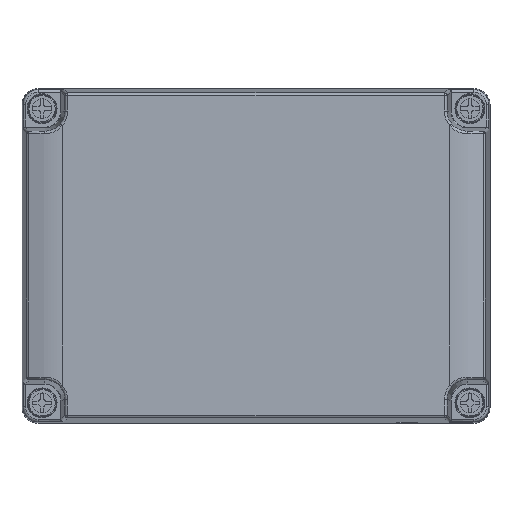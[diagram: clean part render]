
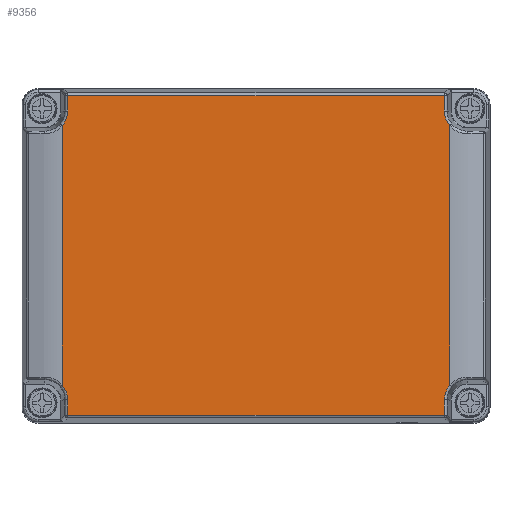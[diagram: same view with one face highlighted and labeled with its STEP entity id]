
A CAD part, top view. The second image highlights one B-rep face of the part: STEP entity #9356.
In plain terms, the highlighted planar face has unit normal (0, 0, 1).
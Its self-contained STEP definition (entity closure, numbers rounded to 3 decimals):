
#9247=AXIS2_PLACEMENT_3D('Plane Axis2P3D',#9244,#9245,#9246) ;
#9251=AXIS2_PLACEMENT_3D('Circle Axis2P3D',#9249,#9250,$) ;
#8249=CARTESIAN_POINT('Vertex',(157.965,2.728,150.)) ;
#8252=CARTESIAN_POINT('Line Origine',(160.521,2.728,150.)) ;
#8256=CARTESIAN_POINT('Vertex',(17.035,2.728,150.)) ;
#9244=CARTESIAN_POINT('Axis2P3D Location',(15.,0.,150.)) ;
#9249=CARTESIAN_POINT('Axis2P3D Location',(8.5,116.5,150.)) ;
#9253=CARTESIAN_POINT('Vertex',(15.,110.968,150.)) ;
#9255=CARTESIAN_POINT('Vertex',(17.035,116.5,150.)) ;
#9258=CARTESIAN_POINT('Line Origine',(15.,62.5,150.)) ;
#9262=CARTESIAN_POINT('Vertex',(15.,14.032,150.)) ;
#9266=CARTESIAN_POINT('Control Point',(15.,14.032,150.)) ;
#9267=CARTESIAN_POINT('Control Point',(15.557,13.378,150.)) ;
#9268=CARTESIAN_POINT('Control Point',(16.031,12.654,150.)) ;
#9269=CARTESIAN_POINT('Control Point',(16.411,11.874,150.)) ;
#9270=CARTESIAN_POINT('Control Point',(16.801,10.725,150.)) ;
#9271=CARTESIAN_POINT('Control Point',(16.983,9.534,150.)) ;
#9272=CARTESIAN_POINT('Control Point',(17.018,9.189,150.)) ;
#9273=CARTESIAN_POINT('Control Point',(17.035,8.845,150.)) ;
#9274=CARTESIAN_POINT('Control Point',(17.035,8.5,150.)) ;
#9275=CARTESIAN_POINT('Vertex',(17.035,8.5,150.)) ;
#9278=CARTESIAN_POINT('Line Origine',(17.035,5.614,150.)) ;
#9283=CARTESIAN_POINT('Line Origine',(157.965,5.614,150.)) ;
#9287=CARTESIAN_POINT('Vertex',(157.965,8.5,150.)) ;
#9291=CARTESIAN_POINT('Control Point',(157.965,8.5,150.)) ;
#9292=CARTESIAN_POINT('Control Point',(157.965,9.359,150.)) ;
#9293=CARTESIAN_POINT('Control Point',(158.073,10.217,150.)) ;
#9294=CARTESIAN_POINT('Control Point',(158.289,11.058,150.)) ;
#9295=CARTESIAN_POINT('Control Point',(158.736,12.185,150.)) ;
#9296=CARTESIAN_POINT('Control Point',(159.37,13.211,150.)) ;
#9297=CARTESIAN_POINT('Control Point',(159.566,13.496,150.)) ;
#9298=CARTESIAN_POINT('Control Point',(159.777,13.77,150.)) ;
#9299=CARTESIAN_POINT('Control Point',(160.,14.032,150.)) ;
#9300=CARTESIAN_POINT('Vertex',(160.,14.032,150.)) ;
#9303=CARTESIAN_POINT('Line Origine',(160.,62.5,150.)) ;
#9307=CARTESIAN_POINT('Vertex',(160.,110.968,150.)) ;
#9311=CARTESIAN_POINT('Control Point',(160.,110.968,150.)) ;
#9312=CARTESIAN_POINT('Control Point',(159.443,111.622,150.)) ;
#9313=CARTESIAN_POINT('Control Point',(158.969,112.346,150.)) ;
#9314=CARTESIAN_POINT('Control Point',(158.589,113.126,150.)) ;
#9315=CARTESIAN_POINT('Control Point',(158.199,114.275,150.)) ;
#9316=CARTESIAN_POINT('Control Point',(158.017,115.466,150.)) ;
#9317=CARTESIAN_POINT('Control Point',(157.982,115.811,150.)) ;
#9318=CARTESIAN_POINT('Control Point',(157.965,116.155,150.)) ;
#9319=CARTESIAN_POINT('Control Point',(157.965,116.5,150.)) ;
#9320=CARTESIAN_POINT('Vertex',(157.965,116.5,150.)) ;
#9323=CARTESIAN_POINT('Line Origine',(157.965,119.386,150.)) ;
#9327=CARTESIAN_POINT('Vertex',(157.965,122.272,150.)) ;
#9330=CARTESIAN_POINT('Line Origine',(87.5,122.272,150.)) ;
#9334=CARTESIAN_POINT('Vertex',(17.035,122.272,150.)) ;
#9337=CARTESIAN_POINT('Line Origine',(17.035,119.386,150.)) ;
#8253=DIRECTION('Vector Direction',(-1.,0.,0.)) ;
#9245=DIRECTION('Axis2P3D Direction',(0.,0.,1.)) ;
#9246=DIRECTION('Axis2P3D XDirection',(1.,0.,0.)) ;
#9250=DIRECTION('Axis2P3D Direction',(0.,0.,1.)) ;
#9259=DIRECTION('Vector Direction',(0.,1.,0.)) ;
#9279=DIRECTION('Vector Direction',(0.,-1.,0.)) ;
#9284=DIRECTION('Vector Direction',(0.,1.,0.)) ;
#9304=DIRECTION('Vector Direction',(0.,1.,0.)) ;
#9324=DIRECTION('Vector Direction',(0.,1.,0.)) ;
#9331=DIRECTION('Vector Direction',(1.,0.,0.)) ;
#9338=DIRECTION('Vector Direction',(0.,1.,0.)) ;
#8254=VECTOR('Line Direction',#8253,1.) ;
#9260=VECTOR('Line Direction',#9259,1.) ;
#9280=VECTOR('Line Direction',#9279,1.) ;
#9285=VECTOR('Line Direction',#9284,1.) ;
#9305=VECTOR('Line Direction',#9304,1.) ;
#9325=VECTOR('Line Direction',#9324,1.) ;
#9332=VECTOR('Line Direction',#9331,1.) ;
#9339=VECTOR('Line Direction',#9338,1.) ;
#9343=ORIENTED_EDGE('',*,*,#9257,.F.) ;
#9344=ORIENTED_EDGE('',*,*,#9264,.F.) ;
#9345=ORIENTED_EDGE('',*,*,#9277,.T.) ;
#9346=ORIENTED_EDGE('',*,*,#9282,.T.) ;
#9347=ORIENTED_EDGE('',*,*,#8258,.F.) ;
#9348=ORIENTED_EDGE('',*,*,#9289,.T.) ;
#9349=ORIENTED_EDGE('',*,*,#9302,.T.) ;
#9350=ORIENTED_EDGE('',*,*,#9309,.T.) ;
#9351=ORIENTED_EDGE('',*,*,#9322,.T.) ;
#9352=ORIENTED_EDGE('',*,*,#9329,.T.) ;
#9353=ORIENTED_EDGE('',*,*,#9336,.F.) ;
#9354=ORIENTED_EDGE('',*,*,#9341,.F.) ;
#9356=ADVANCED_FACE('DE_MPC_12-17-15\\MANIFOLD_SOLID_BREP #49714',(#9355),#9248,.T.) ;
#9265=B_SPLINE_CURVE_WITH_KNOTS('',5,(#9266,#9267,#9268,#9269,#9270,#9271,#9272,#9273,#9274),.UNSPECIFIED.,.F.,.U.,(6,3,6),(0.,6.072,8.509),.UNSPECIFIED.) ;
#9290=B_SPLINE_CURVE_WITH_KNOTS('',5,(#9291,#9292,#9293,#9294,#9295,#9296,#9297,#9298,#9299),.UNSPECIFIED.,.F.,.U.,(6,3,6),(0.,6.072,8.509),.UNSPECIFIED.) ;
#9310=B_SPLINE_CURVE_WITH_KNOTS('',5,(#9311,#9312,#9313,#9314,#9315,#9316,#9317,#9318,#9319),.UNSPECIFIED.,.F.,.U.,(6,3,6),(0.,6.072,8.509),.UNSPECIFIED.) ;
#9252=CIRCLE('generated circle',#9251,8.535) ;
#8258=EDGE_CURVE('',#8250,#8257,#8255,.T.) ;
#9257=EDGE_CURVE('',#9254,#9256,#9252,.T.) ;
#9264=EDGE_CURVE('',#9263,#9254,#9261,.T.) ;
#9277=EDGE_CURVE('',#9263,#9276,#9265,.T.) ;
#9282=EDGE_CURVE('',#9276,#8257,#9281,.T.) ;
#9289=EDGE_CURVE('',#8250,#9288,#9286,.T.) ;
#9302=EDGE_CURVE('',#9288,#9301,#9290,.T.) ;
#9309=EDGE_CURVE('',#9301,#9308,#9306,.T.) ;
#9322=EDGE_CURVE('',#9308,#9321,#9310,.T.) ;
#9329=EDGE_CURVE('',#9321,#9328,#9326,.T.) ;
#9336=EDGE_CURVE('',#9335,#9328,#9333,.T.) ;
#9341=EDGE_CURVE('',#9256,#9335,#9340,.T.) ;
#9342=EDGE_LOOP('',(#9343,#9344,#9345,#9346,#9347,#9348,#9349,#9350,#9351,#9352,#9353,#9354)) ;
#9355=FACE_OUTER_BOUND('',#9342,.T.) ;
#8255=LINE('Line',#8252,#8254) ;
#9261=LINE('Line',#9258,#9260) ;
#9281=LINE('Line',#9278,#9280) ;
#9286=LINE('Line',#9283,#9285) ;
#9306=LINE('Line',#9303,#9305) ;
#9326=LINE('Line',#9323,#9325) ;
#9333=LINE('Line',#9330,#9332) ;
#9340=LINE('Line',#9337,#9339) ;
#9248=PLANE('',#9247) ;
#8250=VERTEX_POINT('',#8249) ;
#8257=VERTEX_POINT('',#8256) ;
#9254=VERTEX_POINT('',#9253) ;
#9256=VERTEX_POINT('',#9255) ;
#9263=VERTEX_POINT('',#9262) ;
#9276=VERTEX_POINT('',#9275) ;
#9288=VERTEX_POINT('',#9287) ;
#9301=VERTEX_POINT('',#9300) ;
#9308=VERTEX_POINT('',#9307) ;
#9321=VERTEX_POINT('',#9320) ;
#9328=VERTEX_POINT('',#9327) ;
#9335=VERTEX_POINT('',#9334) ;
